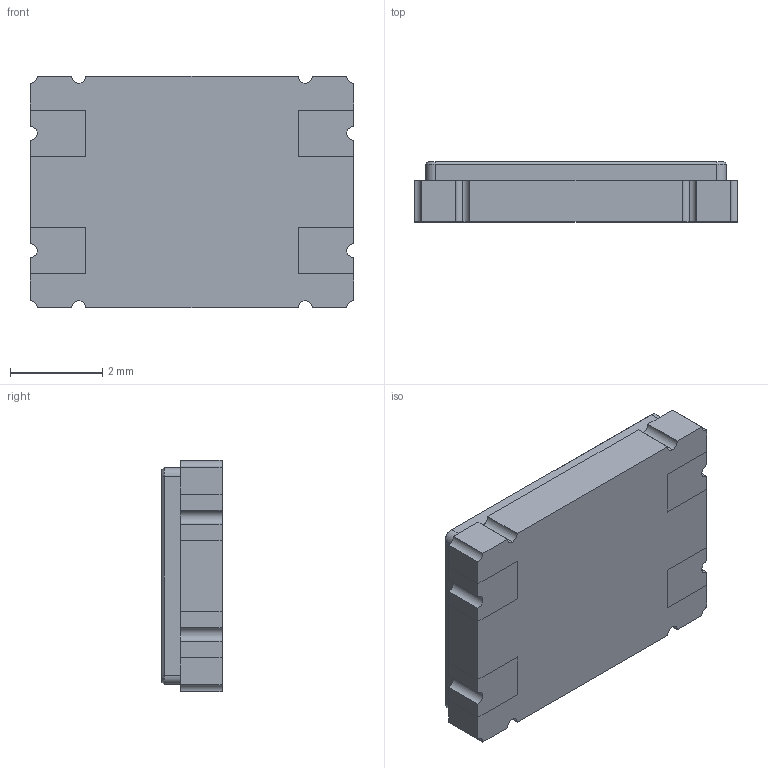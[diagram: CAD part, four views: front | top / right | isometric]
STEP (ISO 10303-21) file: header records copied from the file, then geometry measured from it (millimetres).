
FILE_DESCRIPTION (( 'STEP AP214' ), '1' );
FILE_NAME ('User Library-KX-13 7.0x5.0x1.3.STEP', '2020-07-06T05:18:33', ( '' ), ( '' ), 'SwSTEP 2.0', 'SolidWorks 2020', '' );
FILE_SCHEMA (( 'AUTOMOTIVE_DESIGN' ));
Length unit declared in the file: millimetre
Products named in the file (1): User Library-KX-13 7.0x5.0x1.3
Bounding box: 7 x 1.3 x 5 mm (x, y, z)
Volume: 43.3 mm3; surface area: 186.4 mm2
Topology: 6 solids, 6 shells, 173 faces, 451 edges, 298 vertices
Faces by surface type: plane 124, bspline 27, cylinder 18, cone 4
Entity records: 8277 total; most frequent: CARTESIAN_POINT 2670, ORIENTED_EDGE 902, DIRECTION 731, EDGE_CURVE 451, VECTOR 357, LINE 357, VERTEX_POINT 298, AXIS2_PLACEMENT_3D 187
